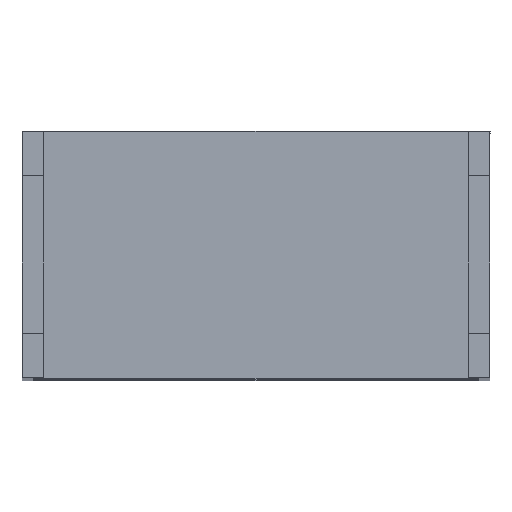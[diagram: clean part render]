
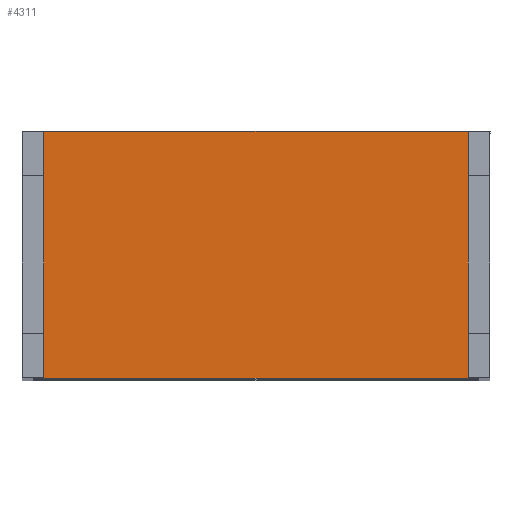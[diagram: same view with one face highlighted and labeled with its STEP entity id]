
A CAD part, top view. The second image highlights one B-rep face of the part: STEP entity #4311.
In plain terms, the highlighted planar face has unit normal (0, 0, 1).
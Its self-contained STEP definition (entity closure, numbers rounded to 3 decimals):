
#4182 = VERTEX_POINT('',#4183);
#4183 = CARTESIAN_POINT('',(0.,0.,22.));
#4198 = VERTEX_POINT('',#4199);
#4199 = CARTESIAN_POINT('',(0.,250.,22.));
#4205 = EDGE_CURVE('',#4182,#4198,#4206,.T.);
#4206 = LINE('',#4207,#4208);
#4207 = CARTESIAN_POINT('',(0.,0.,22.));
#4208 = VECTOR('',#4209,1.);
#4209 = DIRECTION('',(0.,1.,0.));
#4222 = VERTEX_POINT('',#4223);
#4223 = CARTESIAN_POINT('',(450.,0.,22.));
#4238 = VERTEX_POINT('',#4239);
#4239 = CARTESIAN_POINT('',(450.,250.,22.));
#4245 = EDGE_CURVE('',#4222,#4238,#4246,.T.);
#4246 = LINE('',#4247,#4248);
#4247 = CARTESIAN_POINT('',(450.,0.,22.));
#4248 = VECTOR('',#4249,1.);
#4249 = DIRECTION('',(0.,1.,0.));
#4266 = EDGE_CURVE('',#4182,#4222,#4267,.T.);
#4267 = LINE('',#4268,#4269);
#4268 = CARTESIAN_POINT('',(0.,0.,22.));
#4269 = VECTOR('',#4270,1.);
#4270 = DIRECTION('',(1.,0.,0.));
#4288 = EDGE_CURVE('',#4198,#4238,#4289,.T.);
#4289 = LINE('',#4290,#4291);
#4290 = CARTESIAN_POINT('',(0.,250.,22.));
#4291 = VECTOR('',#4292,1.);
#4292 = DIRECTION('',(1.,0.,0.));
#4311 = ADVANCED_FACE('',(#4312),#4318,.T.);
#4312 = FACE_BOUND('',#4313,.T.);
#4313 = EDGE_LOOP('',(#4314,#4315,#4316,#4317));
#4314 = ORIENTED_EDGE('',*,*,#4205,.F.);
#4315 = ORIENTED_EDGE('',*,*,#4266,.T.);
#4316 = ORIENTED_EDGE('',*,*,#4245,.T.);
#4317 = ORIENTED_EDGE('',*,*,#4288,.F.);
#4318 = PLANE('',#4319);
#4319 = AXIS2_PLACEMENT_3D('',#4320,#4321,#4322);
#4320 = CARTESIAN_POINT('',(0.,0.,22.));
#4321 = DIRECTION('',(0.,0.,1.));
#4322 = DIRECTION('',(1.,0.,0.));
